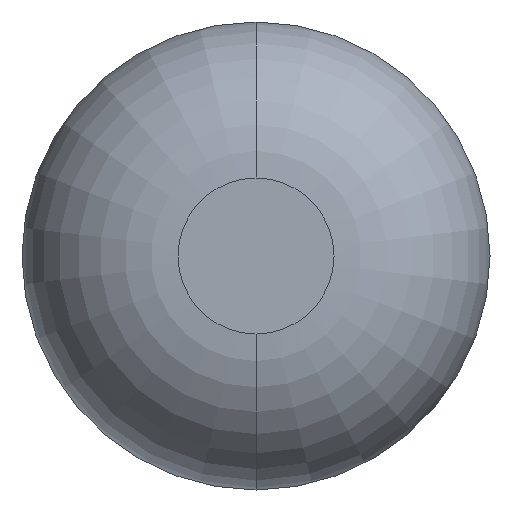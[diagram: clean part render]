
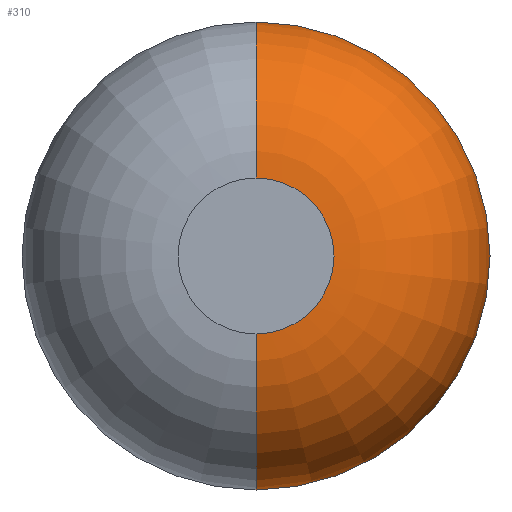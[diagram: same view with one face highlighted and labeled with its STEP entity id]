
A CAD part, front view. The second image highlights one B-rep face of the part: STEP entity #310.
In plain terms, the highlighted toroidal (fillet/blend) face has major radius 3.175 mm and minor radius 6.35 mm.
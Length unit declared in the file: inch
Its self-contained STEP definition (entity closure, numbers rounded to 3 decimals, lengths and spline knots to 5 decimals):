
#4 = DIRECTION ( 'NONE',  ( 0., -1., 0. ) ) ;
#12 = CARTESIAN_POINT ( 'NONE',  ( 0., 0.25, -0.125 ) ) ;
#25 = AXIS2_PLACEMENT_3D ( 'NONE', #12, #135, #381 ) ;
#39 = EDGE_CURVE ( 'NONE', #169, #117, #293, .T. ) ;
#48 = EDGE_CURVE ( 'NONE', #94, #117, #312, .T. ) ;
#52 = DIRECTION ( 'NONE',  ( 0., -1., 0. ) ) ;
#63 = EDGE_LOOP ( 'NONE', ( #268, #380, #66, #74 ) ) ;
#66 = ORIENTED_EDGE ( 'NONE', *, *, #39, .F. ) ;
#74 = ORIENTED_EDGE ( 'NONE', *, *, #270, .F. ) ;
#77 = TOROIDAL_SURFACE ( 'NONE', #357, 0.125, 0.25 ) ;
#94 = VERTEX_POINT ( 'NONE', #353 ) ;
#95 = CARTESIAN_POINT ( 'NONE',  ( 0., 0.25, 0.125 ) ) ;
#99 = CARTESIAN_POINT ( 'NONE',  ( 0., 0., -0.125 ) ) ;
#115 = AXIS2_PLACEMENT_3D ( 'NONE', #288, #4, #333 ) ;
#117 = VERTEX_POINT ( 'NONE', #297 ) ;
#135 = DIRECTION ( 'NONE',  ( -1., 0., 0. ) ) ;
#150 = DIRECTION ( 'NONE',  ( 0., -1., 0. ) ) ;
#152 = AXIS2_PLACEMENT_3D ( 'NONE', #95, #154, #194 ) ;
#154 = DIRECTION ( 'NONE',  ( 1., 0., 0. ) ) ;
#169 = VERTEX_POINT ( 'NONE', #99 ) ;
#181 = DIRECTION ( 'NONE',  ( 0., 0., -1. ) ) ;
#182 = CARTESIAN_POINT ( 'NONE',  ( 0., 0.25, 0. ) ) ;
#194 = DIRECTION ( 'NONE',  ( 0., 0., -1. ) ) ;
#257 = CARTESIAN_POINT ( 'NONE',  ( 0., 0.25, -0.375 ) ) ;
#268 = ORIENTED_EDGE ( 'NONE', *, *, #374, .T. ) ;
#270 = EDGE_CURVE ( 'NONE', #273, #169, #325, .T. ) ;
#273 = VERTEX_POINT ( 'NONE', #257 ) ;
#288 = CARTESIAN_POINT ( 'NONE',  ( 0., 0.25, 0. ) ) ;
#293 = CIRCLE ( 'NONE', #350, 0.125 ) ;
#297 = CARTESIAN_POINT ( 'NONE',  ( 0., 0., 0.125 ) ) ;
#310 = ADVANCED_FACE ( 'NONE', ( #349 ), #77, .T. ) ;
#312 = CIRCLE ( 'NONE', #152, 0.25 ) ;
#317 = DIRECTION ( 'NONE',  ( 0., 0., -1. ) ) ;
#325 = CIRCLE ( 'NONE', #25, 0.25 ) ;
#333 = DIRECTION ( 'NONE',  ( 0., 0., -1. ) ) ;
#349 = FACE_OUTER_BOUND ( 'NONE', #63, .T. ) ;
#350 = AXIS2_PLACEMENT_3D ( 'NONE', #364, #52, #181 ) ;
#353 = CARTESIAN_POINT ( 'NONE',  ( 0., 0.25, 0.375 ) ) ;
#357 = AXIS2_PLACEMENT_3D ( 'NONE', #182, #150, #317 ) ;
#364 = CARTESIAN_POINT ( 'NONE',  ( 0., 0., 0. ) ) ;
#374 = EDGE_CURVE ( 'NONE', #273, #94, #390, .T. ) ;
#380 = ORIENTED_EDGE ( 'NONE', *, *, #48, .T. ) ;
#381 = DIRECTION ( 'NONE',  ( 0., 0., 1. ) ) ;
#390 = CIRCLE ( 'NONE', #115, 0.375 ) ;
